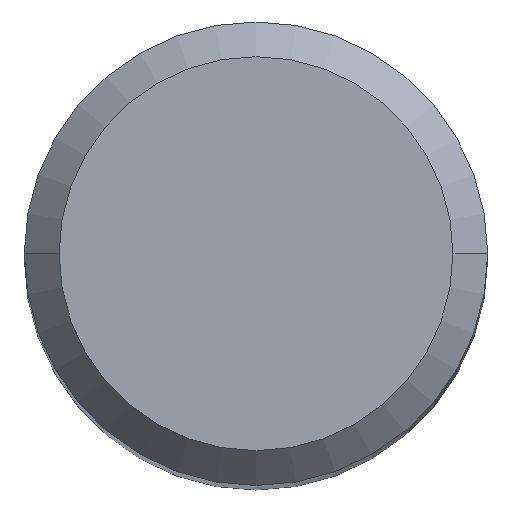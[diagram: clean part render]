
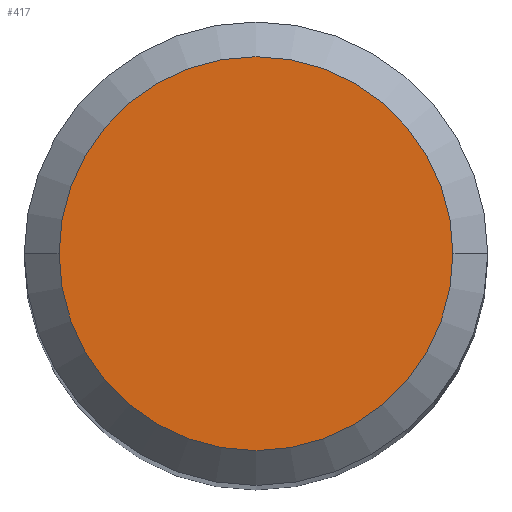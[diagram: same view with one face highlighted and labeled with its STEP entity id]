
A CAD part, top view. The second image highlights one B-rep face of the part: STEP entity #417.
In plain terms, the highlighted planar face has unit normal (0, 0, 1).
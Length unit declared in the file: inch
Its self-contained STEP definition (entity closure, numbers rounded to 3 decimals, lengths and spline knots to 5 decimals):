
#1 = EDGE_CURVE ( 'NONE', #425, #281, #75, .T. ) ;
#28 = EDGE_CURVE ( 'NONE', #281, #425, #61, .T. ) ;
#45 = ORIENTED_EDGE ( 'NONE', *, *, #28, .T. ) ;
#61 = CIRCLE ( 'NONE', #338, 0.10625 ) ;
#65 = DIRECTION ( 'NONE',  ( 0., 0., 1. ) ) ;
#72 = CARTESIAN_POINT ( 'NONE',  ( -0.10625, 0., 0. ) ) ;
#75 = CIRCLE ( 'NONE', #272, 0.10625 ) ;
#102 = CARTESIAN_POINT ( 'NONE',  ( 0., 0., 0. ) ) ;
#137 = DIRECTION ( 'NONE',  ( 0., 0., 1. ) ) ;
#205 = ORIENTED_EDGE ( 'NONE', *, *, #1, .T. ) ;
#210 = DIRECTION ( 'NONE',  ( 1., 0., 0. ) ) ;
#220 = AXIS2_PLACEMENT_3D ( 'NONE', #250, #254, #245 ) ;
#245 = DIRECTION ( 'NONE',  ( -1., 0., 0. ) ) ;
#246 = CARTESIAN_POINT ( 'NONE',  ( 0., 0., 0. ) ) ;
#250 = CARTESIAN_POINT ( 'NONE',  ( 0., 0., 0. ) ) ;
#254 = DIRECTION ( 'NONE',  ( 0., 0., -1. ) ) ;
#272 = AXIS2_PLACEMENT_3D ( 'NONE', #102, #137, #360 ) ;
#281 = VERTEX_POINT ( 'NONE', #468 ) ;
#325 = PLANE ( 'NONE',  #220 ) ;
#338 = AXIS2_PLACEMENT_3D ( 'NONE', #246, #65, #210 ) ;
#360 = DIRECTION ( 'NONE',  ( 1., 0., 0. ) ) ;
#389 = FACE_OUTER_BOUND ( 'NONE', #432, .T. ) ;
#417 = ADVANCED_FACE ( 'NONE', ( #389 ), #325, .F. ) ;
#425 = VERTEX_POINT ( 'NONE', #72 ) ;
#432 = EDGE_LOOP ( 'NONE', ( #205, #45 ) ) ;
#468 = CARTESIAN_POINT ( 'NONE',  ( 0.10625, 0., 0. ) ) ;
